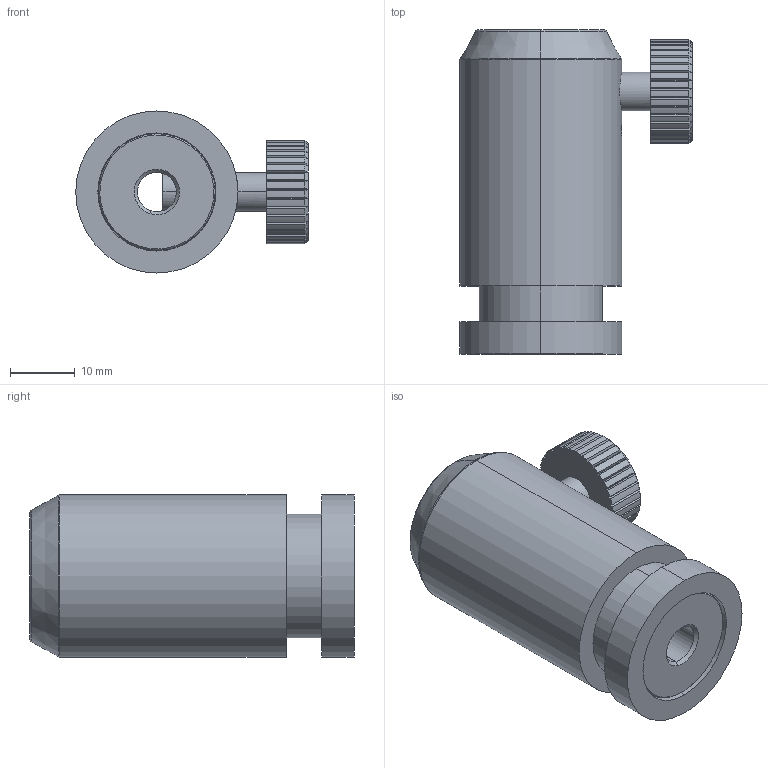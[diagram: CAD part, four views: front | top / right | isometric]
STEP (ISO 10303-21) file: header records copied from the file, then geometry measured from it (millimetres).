
FILE_DESCRIPTION (( 'STEP AP203' ), '1' );
FILE_NAME ('M-PHF-12-50.STEP', '2020-07-10T02:07:21', ( '' ), ( '' ), 'SwSTEP 2.0', 'SolidWorks 2019', '' );
FILE_SCHEMA (( 'CONFIG_CONTROL_DESIGN' ));
Length unit declared in the file: millimetre
Products named in the file (1): M-PHF-12-50
Bounding box: 35.84 x 50 x 25 mm (x, y, z)
Volume: 18837.6 mm3; surface area: 8596 mm2
Topology: 3 solids, 4 shells, 217 faces, 570 edges, 372 vertices
Faces by surface type: plane 114, cylinder 81, cone 12, torus 4, sphere 4, bspline 2
Entity records: 9107 total; most frequent: CARTESIAN_POINT 3726, ORIENTED_EDGE 1130, DIRECTION 1076, EDGE_CURVE 565, AXIS2_PLACEMENT_3D 397, VERTEX_POINT 369, LINE 282, VECTOR 282
